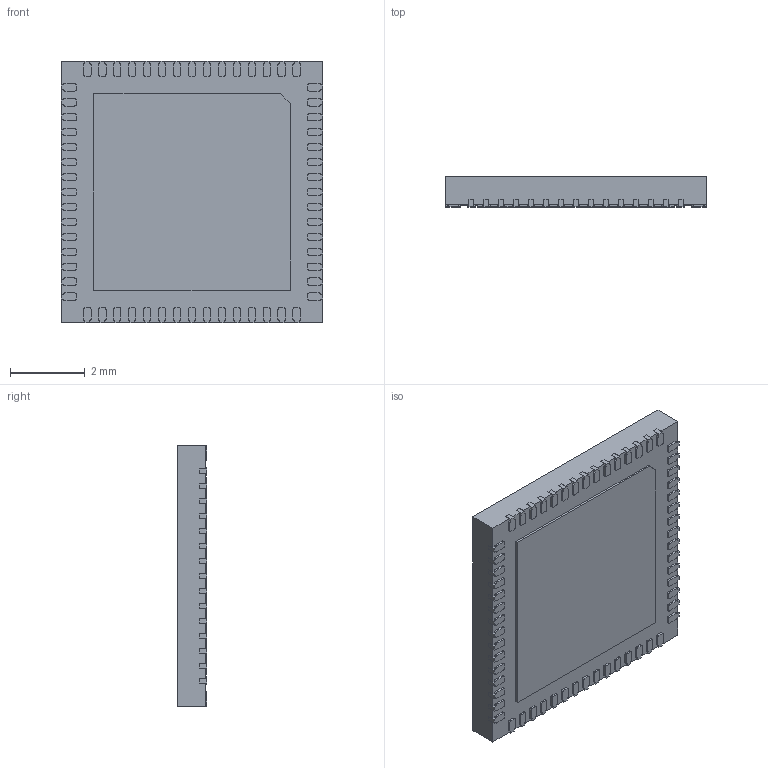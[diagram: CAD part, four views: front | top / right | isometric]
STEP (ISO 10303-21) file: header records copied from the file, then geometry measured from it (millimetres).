
FILE_DESCRIPTION(/* description */ (''),/* implementation_level */ '2;1');
FILE_NAME(/* name */ 'IS31FL3741A-QFLS4-TR .step',/* time_stamp */ '2021-02-14T20:11:04+07:00',/* author */ (''),/* organization */ (''),/* preprocessor_version */ 'ST-DEVELOPER v18.1',/* originating_system */ 'Autodesk Translation Framework v9.7.1.1290',/* authorisation */ '');
FILE_SCHEMA (('AUTOMOTIVE_DESIGN { 1 0 10303 214 3 1 1 }'));
Length unit declared in the file: millimetre
Products named in the file (1): IS31FL3741A-QFLS4-TR
Bounding box: 7 x 0.8 x 7 mm (x, y, z)
Volume: 38.1 mm3; surface area: 214 mm2
Topology: 63 solids, 63 shells, 1519 faces, 4128 edges, 2752 vertices
Faces by surface type: plane 961, cylinder 482, bspline 76
Full cylindrical faces by diameter (mm): 0.275 x2
Entity records: 48568 total; most frequent: CARTESIAN_POINT 9692, ORIENTED_EDGE 8256, DIRECTION 7828, EDGE_CURVE 4128, LINE 3012, VECTOR 3012, VERTEX_POINT 2752, AXIS2_PLACEMENT_3D 2408
